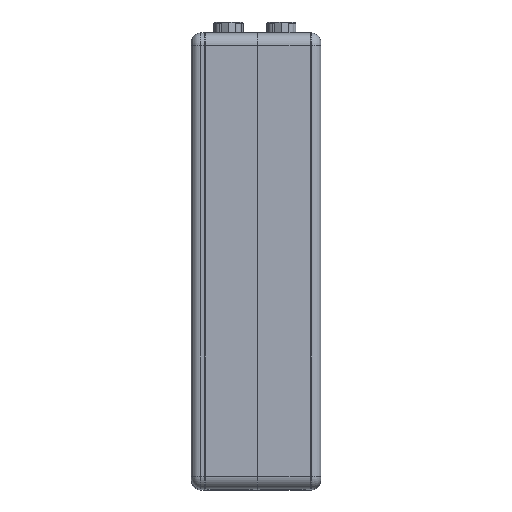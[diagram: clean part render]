
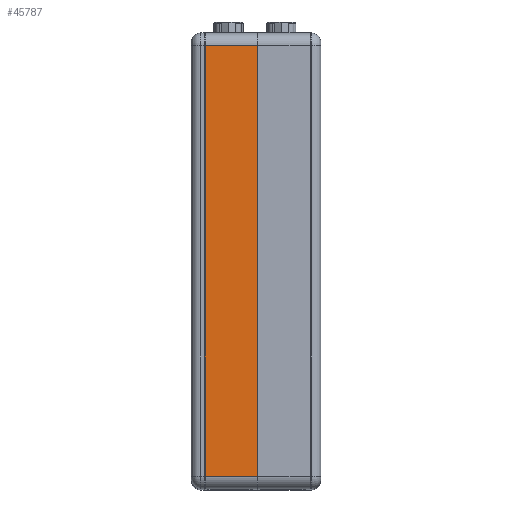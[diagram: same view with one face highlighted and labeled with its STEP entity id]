
A CAD part, front view. The second image highlights one B-rep face of the part: STEP entity #45787.
In plain terms, the highlighted face is planar.
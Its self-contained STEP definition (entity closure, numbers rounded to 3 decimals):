
#16300 = EDGE_CURVE ( 'NONE', #59781, #59784, #49491, .T. ) ;
#16506 = EDGE_CURVE ( 'NONE', #59872, #59785, #49799, .T. ) ;
#16555 = EDGE_CURVE ( 'NONE', #59781, #59872, #49967, .T. ) ;
#16639 = EDGE_CURVE ( 'NONE', #59785, #59784, #50270, .T. ) ;
#27982 = AXIS2_PLACEMENT_3D ( 'NONE', #62844, #62845, #62846 ) ;
#36141 = FACE_OUTER_BOUND ( 'NONE', #44394, .T. ) ;
#37493 = CARTESIAN_POINT ( 'NONE',  ( 17.7, 0., -141. ) ) ;
#37496 = CARTESIAN_POINT ( 'NONE',  ( 1.1, 0., -141. ) ) ;
#37497 = CARTESIAN_POINT ( 'NONE',  ( 1.1, 0., -4. ) ) ;
#37584 = CARTESIAN_POINT ( 'NONE',  ( 17.7, 0., -4. ) ) ;
#40172 = CARTESIAN_POINT ( 'NONE',  ( 17.8, 0., -141. ) ) ;
#40173 = DIRECTION ( 'NONE',  ( -1., 0., 0. ) ) ;
#44394 = EDGE_LOOP ( 'NONE', ( #54253, #54247, #54172, #53925 ) ) ;
#45787 = ADVANCED_FACE ( 'NONE', ( #36141 ), #62843, .F. ) ;
#49491 = LINE ( 'NONE', #40172, #49492 ) ;
#49492 = VECTOR ( 'NONE', #40173, 1000. ) ;
#49799 = LINE ( 'NONE', #51240, #49801 ) ;
#49801 = VECTOR ( 'NONE', #51242, 1000. ) ;
#49967 = LINE ( 'NONE', #51508, #49971 ) ;
#49971 = VECTOR ( 'NONE', #51510, 1000. ) ;
#50270 = LINE ( 'NONE', #51969, #50272 ) ;
#50272 = VECTOR ( 'NONE', #51970, 1000. ) ;
#51240 = CARTESIAN_POINT ( 'NONE',  ( 17.8, 0., -4. ) ) ;
#51242 = DIRECTION ( 'NONE',  ( -1., 0., 0. ) ) ;
#51508 = CARTESIAN_POINT ( 'NONE',  ( 17.7, 0., -4. ) ) ;
#51510 = DIRECTION ( 'NONE',  ( 0., 0., 1. ) ) ;
#51969 = CARTESIAN_POINT ( 'NONE',  ( 1.1, 0., -141. ) ) ;
#51970 = DIRECTION ( 'NONE',  ( 0., 0., -1. ) ) ;
#53925 = ORIENTED_EDGE ( 'NONE', *, *, #16639, .T. ) ;
#54172 = ORIENTED_EDGE ( 'NONE', *, *, #16506, .T. ) ;
#54247 = ORIENTED_EDGE ( 'NONE', *, *, #16555, .T. ) ;
#54253 = ORIENTED_EDGE ( 'NONE', *, *, #16300, .F. ) ;
#59781 = VERTEX_POINT ( 'NONE', #37493 ) ;
#59784 = VERTEX_POINT ( 'NONE', #37496 ) ;
#59785 = VERTEX_POINT ( 'NONE', #37497 ) ;
#59872 = VERTEX_POINT ( 'NONE', #37584 ) ;
#62843 = PLANE ( 'NONE',  #27982 ) ;
#62844 = CARTESIAN_POINT ( 'NONE',  ( 17.8, 0., -4. ) ) ;
#62845 = DIRECTION ( 'NONE',  ( 0., 1., 0. ) ) ;
#62846 = DIRECTION ( 'NONE',  ( 0., 0., 1. ) ) ;
